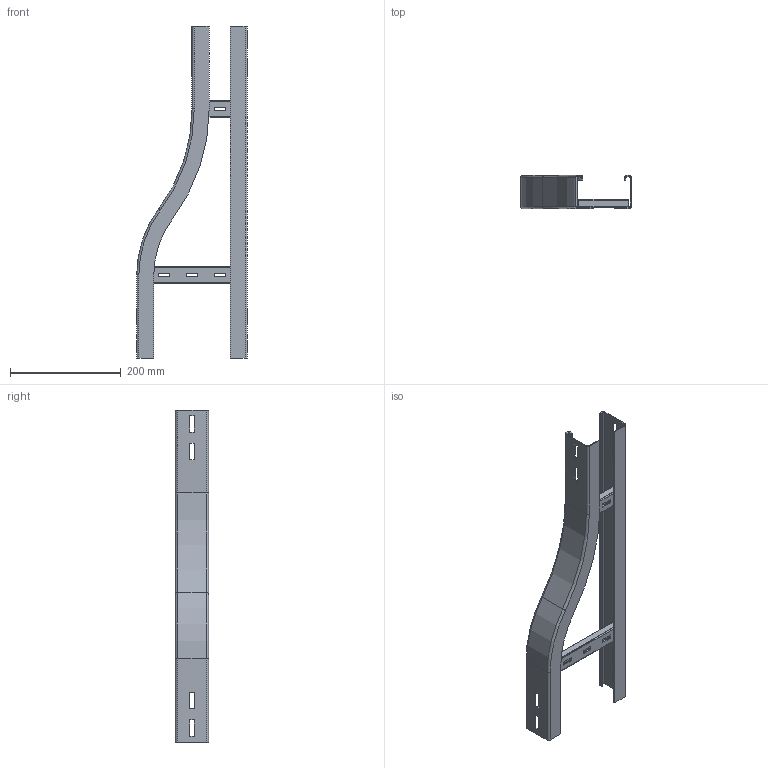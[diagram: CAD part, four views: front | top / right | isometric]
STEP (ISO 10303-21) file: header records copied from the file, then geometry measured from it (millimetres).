
FILE_DESCRIPTION(/* description */ (''),/* implementation_level */ '2;1');
FILE_NAME(/* name */ 'RDLC200_100H60.stp',/* time_stamp */ '2020-03-25T13:17:51+01:00',/* author */ ('stanislaw.luczak'),/* organization */ (''),/* preprocessor_version */ 'ST-DEVELOPER v18',/* originating_system */ 'Autodesk Inventor 2020',/* authorisation */ '');
FILE_SCHEMA (('AUTOMOTIVE_DESIGN { 1 0 10303 214 3 1 1 }'));
Length unit declared in the file: millimetre
Products named in the file (5): RDLC200_100H45; LDC...H45N wewnętrzny; LDC...H45N wewnętrzny_1; szczebel 30x15x390; szczebel 30x15x190
Assembly tree (4 placements, depth 2):
  RDLC200_100H45
    LDC...H45N wewnętrzny
    LDC...H45N wewnętrzny_1
    szczebel 30x15x390
    szczebel 30x15x190
Bounding box: 200 x 60 x 600 mm (x, y, z)
Volume: 271190.7 mm3; surface area: 288335.4 mm2
Topology: 4 solids, 4 shells, 211 faces, 491 edges, 288 vertices
Faces by surface type: plane 155, cylinder 44, torus 12
Entity records: 6056 total; most frequent: DIRECTION 1037, CARTESIAN_POINT 999, ORIENTED_EDGE 982, EDGE_CURVE 491, LINE 385, VECTOR 385, AXIS2_PLACEMENT_3D 326, VERTEX_POINT 288
